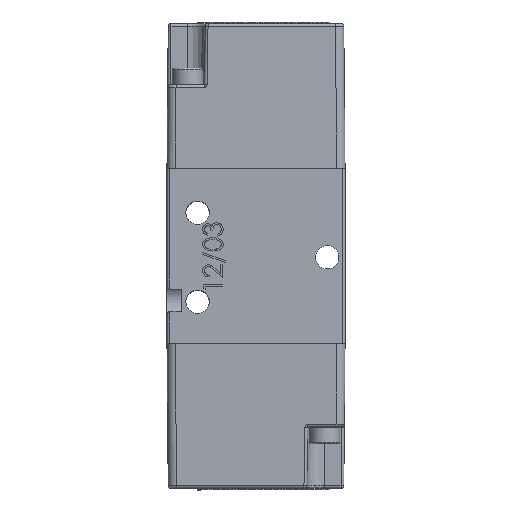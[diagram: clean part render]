
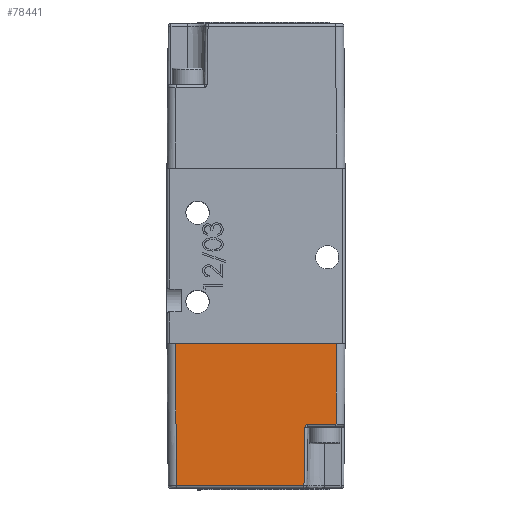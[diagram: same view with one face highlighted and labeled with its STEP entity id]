
A CAD part, top view. The second image highlights one B-rep face of the part: STEP entity #78441.
In plain terms, the highlighted planar face has unit normal (0, -0.009, 1).
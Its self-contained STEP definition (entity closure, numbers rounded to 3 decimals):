
#1481 = EDGE_LOOP ( 'NONE', ( #17706, #76160, #55192, #50847, #11766, #57656, #29132 ) ) ;
#1657 = DIRECTION ( 'NONE',  ( 1., 0., 0. ) ) ;
#2323 = LINE ( 'NONE', #3464, #47229 ) ;
#3464 = CARTESIAN_POINT ( 'NONE',  ( -13.5, -6.5, 11. ) ) ;
#5723 = CARTESIAN_POINT ( 'NONE',  ( 9.927, -21.173, 10.871 ) ) ;
#6694 = CARTESIAN_POINT ( 'NONE',  ( 15.499, -6.5, 11. ) ) ;
#7629 = VERTEX_POINT ( 'NONE', #76799 ) ;
#8364 = CARTESIAN_POINT ( 'NONE',  ( 16.999, -32.004, 10.777 ) ) ;
#8522 = CARTESIAN_POINT ( 'NONE',  ( -15., -6.5, 11. ) ) ;
#10334 = CARTESIAN_POINT ( 'NONE',  ( 10.299, -21.006, 10.873 ) ) ;
#10791 = DIRECTION ( 'NONE',  ( 0., -1., -0.009 ) ) ;
#11766 = ORIENTED_EDGE ( 'NONE', *, *, #52952, .T. ) ;
#12118 = CARTESIAN_POINT ( 'NONE',  ( 9.997, -21.107, 10.872 ) ) ;
#13532 = CARTESIAN_POINT ( 'NONE',  ( 9.799, -21.5, 10.869 ) ) ;
#15278 = LINE ( 'NONE', #69974, #81149 ) ;
#15484 = LINE ( 'NONE', #8522, #47419 ) ;
#17706 = ORIENTED_EDGE ( 'NONE', *, *, #71227, .T. ) ;
#17744 = DIRECTION ( 'NONE',  ( -0.009, -1., -0.009 ) ) ;
#18253 = CARTESIAN_POINT ( 'NONE',  ( 9.804, -21.454, 10.869 ) ) ;
#18542 = CARTESIAN_POINT ( 'NONE',  ( 10.081, -21.056, 10.873 ) ) ;
#18950 = DIRECTION ( 'NONE',  ( 0.017, 1., 0.009 ) ) ;
#23764 = VECTOR ( 'NONE', #1657, 1000. ) ;
#24121 = AXIS2_PLACEMENT_3D ( 'NONE', #42600, #49033, #10791 ) ;
#24701 = CARTESIAN_POINT ( 'NONE',  ( 9.809, -21.416, 10.869 ) ) ;
#24964 = CARTESIAN_POINT ( 'NONE',  ( 10.232, -21.007, 10.873 ) ) ;
#29132 = ORIENTED_EDGE ( 'NONE', *, *, #82332, .F. ) ;
#30611 = CARTESIAN_POINT ( 'NONE',  ( 15.498, -6.679, 10.998 ) ) ;
#31120 = CARTESIAN_POINT ( 'NONE',  ( 9.818, -21.372, 10.87 ) ) ;
#35274 = DIRECTION ( 'NONE',  ( 0.009, -1., -0.009 ) ) ;
#36183 = PLANE ( 'NONE',  #24121 ) ;
#37497 = EDGE_CURVE ( 'NONE', #7629, #44444, #61359, .T. ) ;
#37539 = CARTESIAN_POINT ( 'NONE',  ( 9.854, -21.28, 10.871 ) ) ;
#39315 = LINE ( 'NONE', #30611, #43305 ) ;
#39503 = CARTESIAN_POINT ( 'NONE',  ( 15.373, -21.006, 10.873 ) ) ;
#42600 = CARTESIAN_POINT ( 'NONE',  ( 16.999, -6.5, 11. ) ) ;
#43305 = VECTOR ( 'NONE', #17744, 1000. ) ;
#43930 = CARTESIAN_POINT ( 'NONE',  ( 9.905, -21.199, 10.871 ) ) ;
#44402 = VECTOR ( 'NONE', #46601, 1000. ) ;
#44444 = VERTEX_POINT ( 'NONE', #74812 ) ;
#44774 = VERTEX_POINT ( 'NONE', #59405 ) ;
#45702 = EDGE_CURVE ( 'NONE', #72721, #49412, #47111, .T. ) ;
#46601 = DIRECTION ( 'NONE',  ( 1., 0., 0. ) ) ;
#47111 = B_SPLINE_CURVE_WITH_KNOTS ( 'NONE', 3,
 ( #69022, #81885, #18253, #62897, #24701, #69298, #31120, #75733, #37539, #82163, #43930, #5723, #50366, #12118, #56737, #18542, #63168, #24964, #69573 ),
 .UNSPECIFIED., .F., .F.,
 ( 4, 1, 2, 2, 2, 2, 2, 2, 2, 4 ),
 ( 0., 0.062, 0.094, 0.125, 0.25, 0.375, 0.5, 0.625, 0.75, 1. ),
 .UNSPECIFIED. ) ;
#47229 = VECTOR ( 'NONE', #35274, 1000. ) ;
#47419 = VECTOR ( 'NONE', #65993, 1000. ) ;
#47869 = FACE_OUTER_BOUND ( 'NONE', #1481, .T. ) ;
#49033 = DIRECTION ( 'NONE',  ( 0., -0.009, 1. ) ) ;
#49412 = VERTEX_POINT ( 'NONE', #10334 ) ;
#50366 = CARTESIAN_POINT ( 'NONE',  ( 9.972, -21.128, 10.872 ) ) ;
#50847 = ORIENTED_EDGE ( 'NONE', *, *, #45702, .T. ) ;
#51306 = VERTEX_POINT ( 'NONE', #39503 ) ;
#52952 = EDGE_CURVE ( 'NONE', #49412, #51306, #74659, .T. ) ;
#55192 = ORIENTED_EDGE ( 'NONE', *, *, #64961, .T. ) ;
#56737 = CARTESIAN_POINT ( 'NONE',  ( 10.051, -21.072, 10.872 ) ) ;
#57656 = ORIENTED_EDGE ( 'NONE', *, *, #70818, .F. ) ;
#59405 = CARTESIAN_POINT ( 'NONE',  ( -13.5, -6.5, 11. ) ) ;
#61359 = LINE ( 'NONE', #8364, #44402 ) ;
#62897 = CARTESIAN_POINT ( 'NONE',  ( 9.807, -21.431, 10.869 ) ) ;
#63168 = CARTESIAN_POINT ( 'NONE',  ( 10.169, -21.02, 10.873 ) ) ;
#64961 = EDGE_CURVE ( 'NONE', #44444, #72721, #15278, .T. ) ;
#65993 = DIRECTION ( 'NONE',  ( 1., 0., 0. ) ) ;
#67388 = VERTEX_POINT ( 'NONE', #6694 ) ;
#69022 = CARTESIAN_POINT ( 'NONE',  ( 9.799, -21.5, 10.869 ) ) ;
#69298 = CARTESIAN_POINT ( 'NONE',  ( 9.81, -21.41, 10.869 ) ) ;
#69573 = CARTESIAN_POINT ( 'NONE',  ( 10.299, -21.006, 10.873 ) ) ;
#69974 = CARTESIAN_POINT ( 'NONE',  ( 9.616, -32.004, 10.777 ) ) ;
#70818 = EDGE_CURVE ( 'NONE', #67388, #51306, #39315, .T. ) ;
#71227 = EDGE_CURVE ( 'NONE', #44774, #7629, #2323, .T. ) ;
#72721 = VERTEX_POINT ( 'NONE', #13532 ) ;
#74659 = LINE ( 'NONE', #78090, #23764 ) ;
#74812 = CARTESIAN_POINT ( 'NONE',  ( 9.616, -32.004, 10.777 ) ) ;
#75733 = CARTESIAN_POINT ( 'NONE',  ( 9.829, -21.339, 10.87 ) ) ;
#76160 = ORIENTED_EDGE ( 'NONE', *, *, #37497, .T. ) ;
#76799 = CARTESIAN_POINT ( 'NONE',  ( -13.277, -32.004, 10.777 ) ) ;
#78090 = CARTESIAN_POINT ( 'NONE',  ( 16.999, -21.006, 10.873 ) ) ;
#78441 = ADVANCED_FACE ( 'NONE', ( #47869 ), #36183, .T. ) ;
#81149 = VECTOR ( 'NONE', #18950, 1000. ) ;
#81885 = CARTESIAN_POINT ( 'NONE',  ( 9.801, -21.48, 10.869 ) ) ;
#82163 = CARTESIAN_POINT ( 'NONE',  ( 9.869, -21.252, 10.871 ) ) ;
#82332 = EDGE_CURVE ( 'NONE', #44774, #67388, #15484, .T. ) ;
